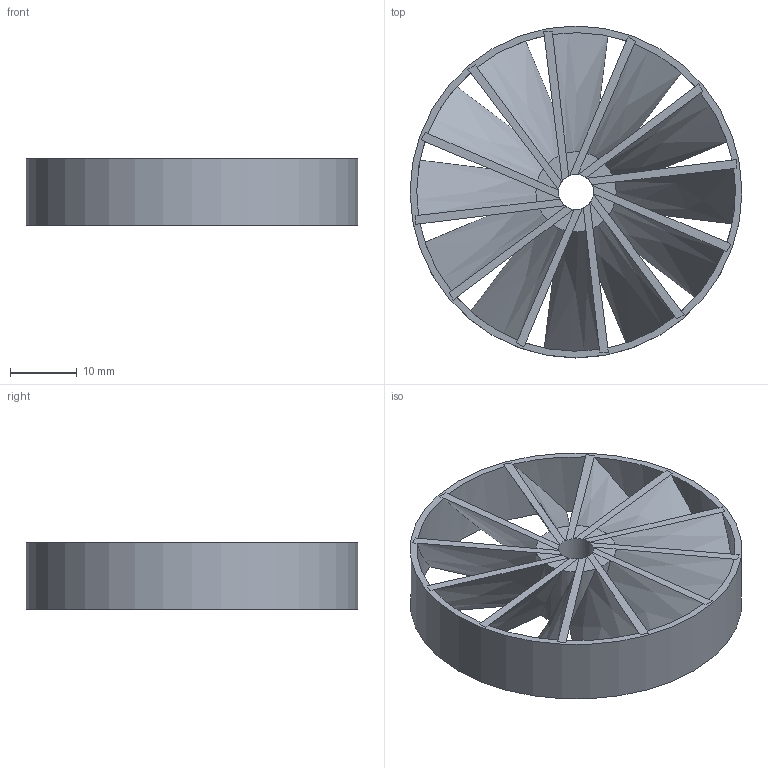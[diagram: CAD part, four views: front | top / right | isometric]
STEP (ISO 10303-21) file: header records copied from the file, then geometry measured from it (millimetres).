
FILE_DESCRIPTION(('FreeCAD Model'),'2;1');
FILE_NAME('Open CASCADE Shape Model','2025-10-07T18:36:41',(''),(''), 'Open CASCADE STEP processor 7.7','FreeCAD','Unknown');
FILE_SCHEMA(('AUTOMOTIVE_DESIGN { 1 0 10303 214 1 1 1 1 }'));
Length unit declared in the file: millimetre
Products named in the file (1): Rotor
Bounding box: 49.7 x 49.7 x 10 mm (x, y, z)
Volume: 5014.8 mm3; surface area: 9388.1 mm2
Topology: 1 solids, 1 shells, 100 faces, 326 edges, 204 vertices
Faces by surface type: bspline 48, cylinder 26, plane 26
Full cylindrical faces by diameter (mm): 5.3 x1, 49.7 x1
Entity records: 4192 total; most frequent: CARTESIAN_POINT 1731, ORIENTED_EDGE 652, DIRECTION 340, EDGE_CURVE 326, VERTEX_POINT 204, B_SPLINE_CURVE_WITH_KNOTS 196, AXIS2_PLACEMENT_3D 157, CIRCLE 104
